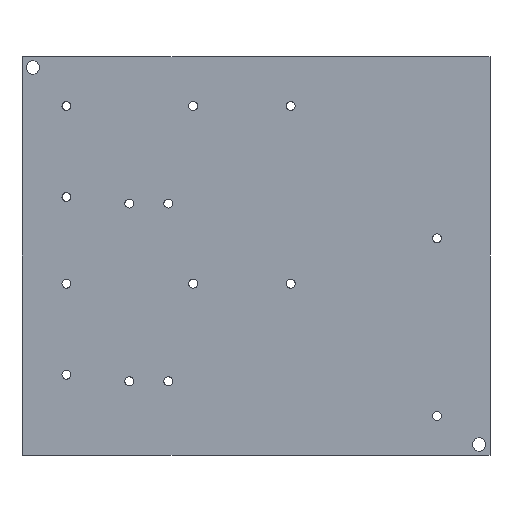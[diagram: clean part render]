
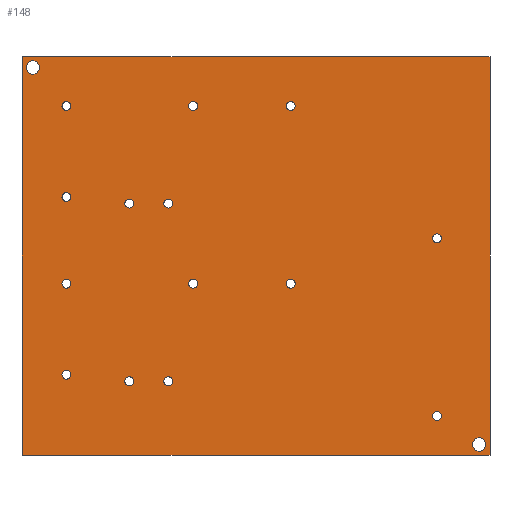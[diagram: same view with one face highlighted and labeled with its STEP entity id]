
A CAD part, left-side view. The second image highlights one B-rep face of the part: STEP entity #148.
In plain terms, the highlighted planar face has unit normal (-1, 0, 0).
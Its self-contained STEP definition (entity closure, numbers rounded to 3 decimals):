
#148=ADVANCED_FACE('',(#769,#771,#773,#775,#777,#779,#781,#783,#785,#787,#789,#791,
#793,#795,#797,#799,#801),#803,.F.);
#769=FACE_BOUND('',#770,.T.);
#770=EDGE_LOOP('',(#1359,#1360,#1361,#1362));
#771=FACE_BOUND('',#772,.T.);
#772=EDGE_LOOP('',(#1363));
#773=FACE_BOUND('',#774,.T.);
#774=EDGE_LOOP('',(#1364));
#775=FACE_BOUND('',#776,.T.);
#776=EDGE_LOOP('',(#1365));
#777=FACE_BOUND('',#778,.T.);
#778=EDGE_LOOP('',(#1366));
#779=FACE_BOUND('',#780,.T.);
#780=EDGE_LOOP('',(#1367));
#781=FACE_BOUND('',#782,.T.);
#782=EDGE_LOOP('',(#1368));
#783=FACE_BOUND('',#784,.T.);
#784=EDGE_LOOP('',(#1369));
#785=FACE_BOUND('',#786,.T.);
#786=EDGE_LOOP('',(#1370));
#787=FACE_BOUND('',#788,.T.);
#788=EDGE_LOOP('',(#1371));
#789=FACE_BOUND('',#790,.T.);
#790=EDGE_LOOP('',(#1372));
#791=FACE_BOUND('',#792,.T.);
#792=EDGE_LOOP('',(#1373));
#793=FACE_BOUND('',#794,.T.);
#794=EDGE_LOOP('',(#1374));
#795=FACE_BOUND('',#796,.T.);
#796=EDGE_LOOP('',(#1375));
#797=FACE_BOUND('',#798,.T.);
#798=EDGE_LOOP('',(#1376));
#799=FACE_BOUND('',#800,.T.);
#800=EDGE_LOOP('',(#1377));
#801=FACE_BOUND('',#802,.T.);
#802=EDGE_LOOP('',(#1378));
#803=PLANE('',#804);
#804=AXIS2_PLACEMENT_3D('',#805,#806,#807);
#805=CARTESIAN_POINT('',(0.,0.,0.));
#806=DIRECTION('',(1.,0.,0.));
#807=DIRECTION('',(0.,1.,0.));
#1359=ORIENTED_EDGE('',*,*,#1632,.F.);
#1360=ORIENTED_EDGE('',*,*,#1633,.F.);
#1361=ORIENTED_EDGE('',*,*,#1568,.F.);
#1362=ORIENTED_EDGE('',*,*,#1634,.F.);
#1363=ORIENTED_EDGE('',*,*,#1635,.T.);
#1364=ORIENTED_EDGE('',*,*,#1636,.T.);
#1365=ORIENTED_EDGE('',*,*,#1637,.T.);
#1366=ORIENTED_EDGE('',*,*,#1638,.T.);
#1367=ORIENTED_EDGE('',*,*,#1639,.T.);
#1368=ORIENTED_EDGE('',*,*,#1640,.T.);
#1369=ORIENTED_EDGE('',*,*,#1641,.T.);
#1370=ORIENTED_EDGE('',*,*,#1642,.T.);
#1371=ORIENTED_EDGE('',*,*,#1643,.T.);
#1372=ORIENTED_EDGE('',*,*,#1644,.T.);
#1373=ORIENTED_EDGE('',*,*,#1645,.T.);
#1374=ORIENTED_EDGE('',*,*,#1646,.T.);
#1375=ORIENTED_EDGE('',*,*,#1647,.T.);
#1376=ORIENTED_EDGE('',*,*,#1648,.T.);
#1377=ORIENTED_EDGE('',*,*,#1649,.T.);
#1378=ORIENTED_EDGE('',*,*,#1650,.T.);
#1568=EDGE_CURVE('',#1722,#1723,#1724,.T.);
#1632=EDGE_CURVE('',#1839,#1840,#1841,.T.);
#1633=EDGE_CURVE('',#1723,#1839,#1842,.T.);
#1634=EDGE_CURVE('',#1840,#1722,#1843,.T.);
#1635=EDGE_CURVE('',#1844,#1844,#1845,.T.);
#1636=EDGE_CURVE('',#1846,#1846,#1847,.T.);
#1637=EDGE_CURVE('',#1848,#1848,#1849,.T.);
#1638=EDGE_CURVE('',#1850,#1850,#1851,.T.);
#1639=EDGE_CURVE('',#1852,#1852,#1853,.T.);
#1640=EDGE_CURVE('',#1854,#1854,#1855,.T.);
#1641=EDGE_CURVE('',#1856,#1856,#1857,.T.);
#1642=EDGE_CURVE('',#1858,#1858,#1859,.T.);
#1643=EDGE_CURVE('',#1860,#1860,#1861,.T.);
#1644=EDGE_CURVE('',#1862,#1862,#1863,.T.);
#1645=EDGE_CURVE('',#1864,#1864,#1865,.T.);
#1646=EDGE_CURVE('',#1866,#1866,#1867,.T.);
#1647=EDGE_CURVE('',#1868,#1868,#1869,.T.);
#1648=EDGE_CURVE('',#1870,#1870,#1871,.T.);
#1649=EDGE_CURVE('',#1872,#1872,#1873,.T.);
#1650=EDGE_CURVE('',#1874,#1874,#1875,.T.);
#1722=VERTEX_POINT('',#2000);
#1723=VERTEX_POINT('',#2001);
#1724=LINE('',#2002,#2003);
#1839=VERTEX_POINT('',#2270);
#1840=VERTEX_POINT('',#2271);
#1841=LINE('',#2272,#2273);
#1842=LINE('',#2275,#2276);
#1843=LINE('',#2278,#2279);
#1844=VERTEX_POINT('',#2281);
#1845=CIRCLE('',#2282,1.025);
#1846=VERTEX_POINT('',#2286);
#1847=CIRCLE('',#2287,1.025);
#1848=VERTEX_POINT('',#2291);
#1849=CIRCLE('',#2292,1.025);
#1850=VERTEX_POINT('',#2296);
#1851=CIRCLE('',#2297,1.025);
#1852=VERTEX_POINT('',#2301);
#1853=CIRCLE('',#2302,1.025);
#1854=VERTEX_POINT('',#2306);
#1855=CIRCLE('',#2307,1.025);
#1856=VERTEX_POINT('',#2311);
#1857=CIRCLE('',#2312,1.025);
#1858=VERTEX_POINT('',#2316);
#1859=CIRCLE('',#2317,1.025);
#1860=VERTEX_POINT('',#2321);
#1861=CIRCLE('',#2322,1.025);
#1862=VERTEX_POINT('',#2326);
#1863=CIRCLE('',#2327,1.025);
#1864=VERTEX_POINT('',#2331);
#1865=CIRCLE('',#2332,1.025);
#1866=VERTEX_POINT('',#2336);
#1867=CIRCLE('',#2337,1.025);
#1868=VERTEX_POINT('',#2341);
#1869=CIRCLE('',#2342,1.025);
#1870=VERTEX_POINT('',#2346);
#1871=CIRCLE('',#2347,1.025);
#1872=VERTEX_POINT('',#2351);
#1873=CIRCLE('',#2352,1.55);
#1874=VERTEX_POINT('',#2356);
#1875=CIRCLE('',#2357,1.55);
#2000=CARTESIAN_POINT('',(0.,-54.,46.));
#2001=CARTESIAN_POINT('',(0.,-54.,-46.));
#2002=CARTESIAN_POINT('',(0.,-54.,46.));
#2003=VECTOR('',#2004,1.);
#2004=DIRECTION('',(0.,0.,-1.));
#2270=CARTESIAN_POINT('',(0.,54.,-46.));
#2271=CARTESIAN_POINT('',(0.,54.,46.));
#2272=CARTESIAN_POINT('',(0.,54.,-46.));
#2273=VECTOR('',#2274,1.);
#2274=DIRECTION('',(0.,0.,1.));
#2275=CARTESIAN_POINT('',(0.,-54.,-46.));
#2276=VECTOR('',#2277,1.);
#2277=DIRECTION('',(0.,1.,0.));
#2278=CARTESIAN_POINT('',(0.,54.,46.));
#2279=VECTOR('',#2280,1.);
#2280=DIRECTION('',(0.,-1.,0.));
#2281=CARTESIAN_POINT('',(0.,15.525,-6.405));
#2282=AXIS2_PLACEMENT_3D('',#2283,#2284,#2285);
#2283=CARTESIAN_POINT('',(0.,14.5,-6.405));
#2284=DIRECTION('',(1.,0.,0.));
#2285=DIRECTION('',(0.,1.,0.));
#2286=CARTESIAN_POINT('',(0.,-6.975,-6.405));
#2287=AXIS2_PLACEMENT_3D('',#2288,#2289,#2290);
#2288=CARTESIAN_POINT('',(0.,-8.,-6.405));
#2289=DIRECTION('',(1.,0.,0.));
#2290=DIRECTION('',(0.,1.,0.));
#2291=CARTESIAN_POINT('',(0.,44.775,-6.405));
#2292=AXIS2_PLACEMENT_3D('',#2293,#2294,#2295);
#2293=CARTESIAN_POINT('',(0.,43.75,-6.405));
#2294=DIRECTION('',(1.,0.,0.));
#2295=DIRECTION('',(0.,1.,0.));
#2296=CARTESIAN_POINT('',(0.,15.525,34.595));
#2297=AXIS2_PLACEMENT_3D('',#2298,#2299,#2300);
#2298=CARTESIAN_POINT('',(0.,14.5,34.595));
#2299=DIRECTION('',(1.,0.,0.));
#2300=DIRECTION('',(0.,1.,0.));
#2301=CARTESIAN_POINT('',(0.,-6.975,34.595));
#2302=AXIS2_PLACEMENT_3D('',#2303,#2304,#2305);
#2303=CARTESIAN_POINT('',(0.,-8.,34.595));
#2304=DIRECTION('',(1.,0.,0.));
#2305=DIRECTION('',(0.,1.,0.));
#2306=CARTESIAN_POINT('',(0.,44.775,13.595));
#2307=AXIS2_PLACEMENT_3D('',#2308,#2309,#2310);
#2308=CARTESIAN_POINT('',(0.,43.75,13.595));
#2309=DIRECTION('',(1.,0.,0.));
#2310=DIRECTION('',(0.,1.,0.));
#2311=CARTESIAN_POINT('',(0.,30.275,12.095));
#2312=AXIS2_PLACEMENT_3D('',#2313,#2314,#2315);
#2313=CARTESIAN_POINT('',(0.,29.25,12.095));
#2314=DIRECTION('',(1.,0.,0.));
#2315=DIRECTION('',(0.,1.,0.));
#2316=CARTESIAN_POINT('',(0.,21.275,12.095));
#2317=AXIS2_PLACEMENT_3D('',#2318,#2319,#2320);
#2318=CARTESIAN_POINT('',(0.,20.25,12.095));
#2319=DIRECTION('',(1.,0.,0.));
#2320=DIRECTION('',(0.,1.,0.));
#2321=CARTESIAN_POINT('',(0.,-40.725,4.095));
#2322=AXIS2_PLACEMENT_3D('',#2323,#2324,#2325);
#2323=CARTESIAN_POINT('',(0.,-41.75,4.095));
#2324=DIRECTION('',(1.,0.,0.));
#2325=DIRECTION('',(0.,1.,0.));
#2326=CARTESIAN_POINT('',(0.,44.775,-27.405));
#2327=AXIS2_PLACEMENT_3D('',#2328,#2329,#2330);
#2328=CARTESIAN_POINT('',(0.,43.75,-27.405));
#2329=DIRECTION('',(1.,0.,0.));
#2330=DIRECTION('',(0.,1.,0.));
#2331=CARTESIAN_POINT('',(0.,30.275,-28.905));
#2332=AXIS2_PLACEMENT_3D('',#2333,#2334,#2335);
#2333=CARTESIAN_POINT('',(0.,29.25,-28.905));
#2334=DIRECTION('',(1.,0.,0.));
#2335=DIRECTION('',(0.,1.,0.));
#2336=CARTESIAN_POINT('',(0.,21.275,-28.905));
#2337=AXIS2_PLACEMENT_3D('',#2338,#2339,#2340);
#2338=CARTESIAN_POINT('',(0.,20.25,-28.905));
#2339=DIRECTION('',(1.,0.,0.));
#2340=DIRECTION('',(0.,1.,0.));
#2341=CARTESIAN_POINT('',(0.,-40.725,-36.905));
#2342=AXIS2_PLACEMENT_3D('',#2343,#2344,#2345);
#2343=CARTESIAN_POINT('',(0.,-41.75,-36.905));
#2344=DIRECTION('',(1.,0.,0.));
#2345=DIRECTION('',(0.,1.,0.));
#2346=CARTESIAN_POINT('',(0.,44.775,34.595));
#2347=AXIS2_PLACEMENT_3D('',#2348,#2349,#2350);
#2348=CARTESIAN_POINT('',(0.,43.75,34.595));
#2349=DIRECTION('',(1.,0.,0.));
#2350=DIRECTION('',(0.,1.,0.));
#2351=CARTESIAN_POINT('',(0.,-49.95,-43.5));
#2352=AXIS2_PLACEMENT_3D('',#2353,#2354,#2355);
#2353=CARTESIAN_POINT('',(0.,-51.5,-43.5));
#2354=DIRECTION('',(1.,0.,0.));
#2355=DIRECTION('',(0.,1.,0.));
#2356=CARTESIAN_POINT('',(0.,53.05,43.5));
#2357=AXIS2_PLACEMENT_3D('',#2358,#2359,#2360);
#2358=CARTESIAN_POINT('',(0.,51.5,43.5));
#2359=DIRECTION('',(1.,0.,0.));
#2360=DIRECTION('',(0.,1.,0.));
